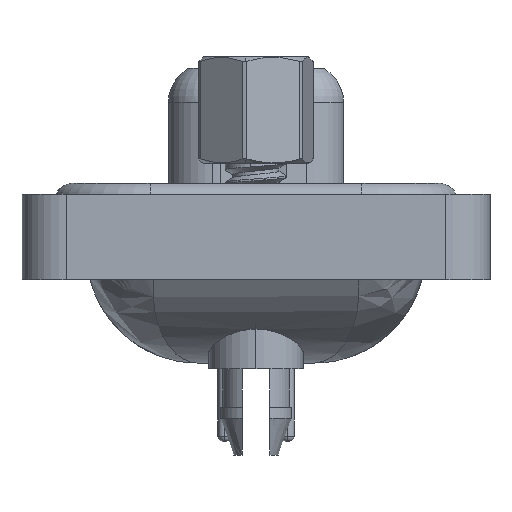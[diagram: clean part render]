
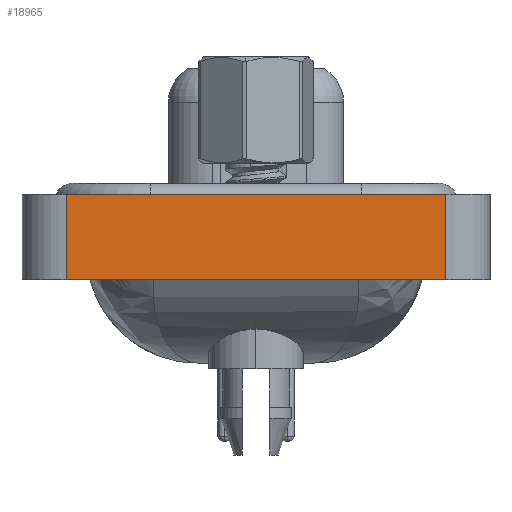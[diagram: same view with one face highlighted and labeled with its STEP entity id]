
A CAD part, left-side view. The second image highlights one B-rep face of the part: STEP entity #18965.
In plain terms, the highlighted planar face has unit normal (-1, 0, 0).
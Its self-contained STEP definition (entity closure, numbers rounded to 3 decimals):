
#663 = VERTEX_POINT ( 'NONE', #9727 ) ;
#1703 = DIRECTION ( 'NONE',  ( 0., -1., 0. ) ) ;
#2873 = VECTOR ( 'NONE', #9565, 1000. ) ;
#3080 = CARTESIAN_POINT ( 'NONE',  ( -7.225, -8.55, -3.35 ) ) ;
#3829 = VECTOR ( 'NONE', #24247, 1000. ) ;
#5182 = DIRECTION ( 'NONE',  ( 0., 0., 1. ) ) ;
#5931 = ORIENTED_EDGE ( 'NONE', *, *, #17397, .F. ) ;
#7408 = VERTEX_POINT ( 'NONE', #16924 ) ;
#7434 = PLANE ( 'NONE',  #19660 ) ;
#7583 = LINE ( 'NONE', #9558, #11408 ) ;
#8019 = LINE ( 'NONE', #17187, #3829 ) ;
#8653 = CARTESIAN_POINT ( 'NONE',  ( -7.225, -8.55, 0.5 ) ) ;
#8774 = CARTESIAN_POINT ( 'NONE',  ( -7.225, -8.55, -3.35 ) ) ;
#8997 = VERTEX_POINT ( 'NONE', #8653 ) ;
#9085 = VECTOR ( 'NONE', #1703, 1000. ) ;
#9180 = ORIENTED_EDGE ( 'NONE', *, *, #21562, .T. ) ;
#9558 = CARTESIAN_POINT ( 'NONE',  ( -7.225, 8.55, -3.35 ) ) ;
#9565 = DIRECTION ( 'NONE',  ( 0., -1., 0. ) ) ;
#9727 = CARTESIAN_POINT ( 'NONE',  ( -7.225, 8.55, -3.35 ) ) ;
#11408 = VECTOR ( 'NONE', #5182, 1000. ) ;
#12468 = ORIENTED_EDGE ( 'NONE', *, *, #19137, .T. ) ;
#13929 = FACE_OUTER_BOUND ( 'NONE', #24608, .T. ) ;
#14074 = DIRECTION ( 'NONE',  ( -1., 0., 0. ) ) ;
#14835 = VERTEX_POINT ( 'NONE', #28651 ) ;
#16924 = CARTESIAN_POINT ( 'NONE',  ( -7.225, -8.55, -3.35 ) ) ;
#17187 = CARTESIAN_POINT ( 'NONE',  ( -7.225, -8.55, -3.35 ) ) ;
#17397 = EDGE_CURVE ( 'NONE', #663, #14835, #7583, .T. ) ;
#18561 = LINE ( 'NONE', #23375, #2873 ) ;
#18914 = EDGE_CURVE ( 'NONE', #14835, #8997, #18561, .T. ) ;
#18965 = ADVANCED_FACE ( 'NONE', ( #13929 ), #7434, .T. ) ;
#19137 = EDGE_CURVE ( 'NONE', #7408, #8997, #8019, .T. ) ;
#19660 = AXIS2_PLACEMENT_3D ( 'NONE', #3080, #14074, #23536 ) ;
#21562 = EDGE_CURVE ( 'NONE', #663, #7408, #22298, .T. ) ;
#22298 = LINE ( 'NONE', #8774, #9085 ) ;
#23375 = CARTESIAN_POINT ( 'NONE',  ( -7.225, -8.55, 0.5 ) ) ;
#23536 = DIRECTION ( 'NONE',  ( 0., 0., 1. ) ) ;
#24247 = DIRECTION ( 'NONE',  ( 0., 0., 1. ) ) ;
#24608 = EDGE_LOOP ( 'NONE', ( #12468, #27659, #5931, #9180 ) ) ;
#27659 = ORIENTED_EDGE ( 'NONE', *, *, #18914, .F. ) ;
#28651 = CARTESIAN_POINT ( 'NONE',  ( -7.225, 8.55, 0.5 ) ) ;
